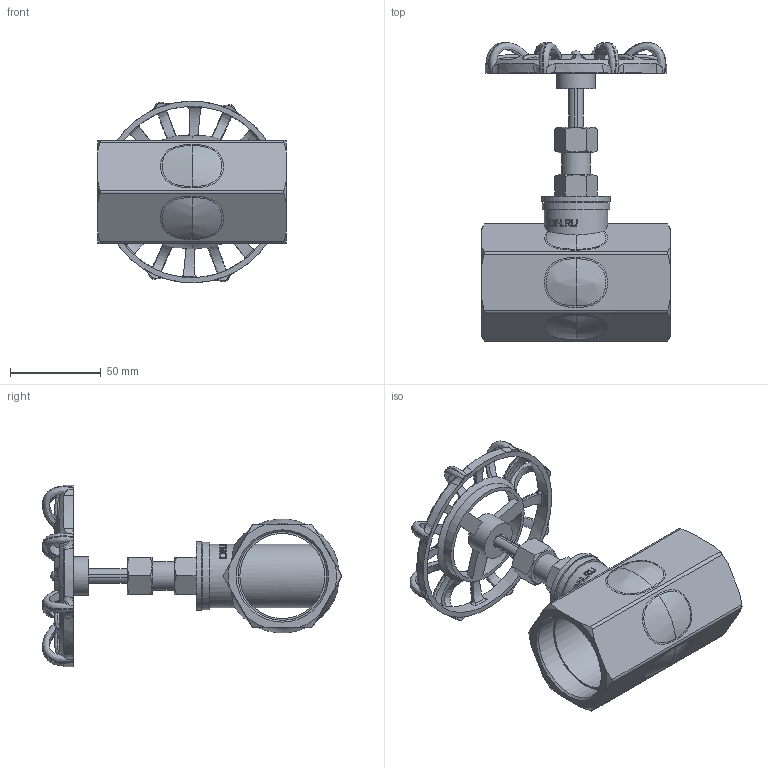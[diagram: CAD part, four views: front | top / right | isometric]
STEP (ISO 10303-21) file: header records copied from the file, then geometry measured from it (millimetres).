
FILE_DESCRIPTION(/* description */ (''),/* implementation_level */ '2;1');
FILE_NAME(/* name */ 'DN40_3D_STEP.stp',/* time_stamp */ '2024-12-23T08:47:55+03:00',/* author */ ('igorr'),/* organization */ (''),/* preprocessor_version */ 'ST-DEVELOPER v20',/* originating_system */ 'Autodesk Inventor 2025',/* authorisation */ '');
FILE_SCHEMA (('AUTOMOTIVE_DESIGN { 1 0 10303 214 3 1 1 }'));
Length unit declared in the file: millimetre
Products named in the file (4): Сборка; Деталь1; Деталь2; CNS 4473 - M 4
Assembly tree (3 placements, depth 2):
  Сборка
    Деталь1
    Деталь2
    CNS 4473 - M 4
Bounding box: 104 x 164.48 x 99.94 mm (x, y, z)
Volume: 210420 mm3; surface area: 66712.9 mm2
Topology: 3 solids, 3 shells, 435 faces, 1249 edges, 804 vertices
Faces by surface type: bspline 181, plane 130, cylinder 74, cone 48, torus 1, sphere 1
Full cylindrical faces by diameter (mm): 3.242 x1, 6.5 x1, 7 x1, 12.264 x1, 15.934 x1, 21.429 x1, 35 x2, 37 x1, 38 x1, 46.8 x1, 48.8 x2, 52.857 x1, 57.143 x1, 94.286 x1
Entity records: 24132 total; most frequent: CARTESIAN_POINT 13774, ORIENTED_EDGE 2488, DIRECTION 1444, EDGE_CURVE 1244, VERTEX_POINT 802, AXIS2_PLACEMENT_3D 588, B_SPLINE_CURVE_WITH_KNOTS 583, EDGE_LOOP 464
